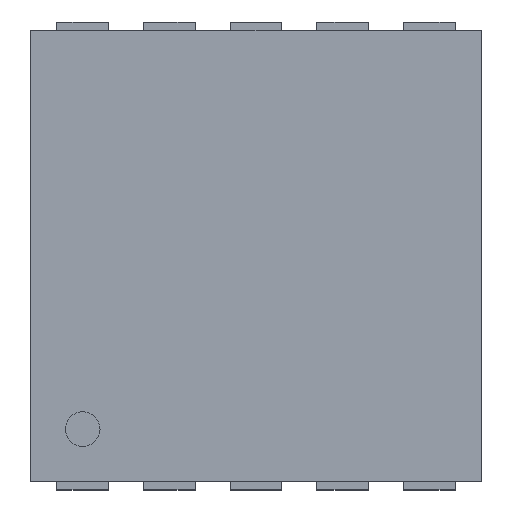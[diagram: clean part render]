
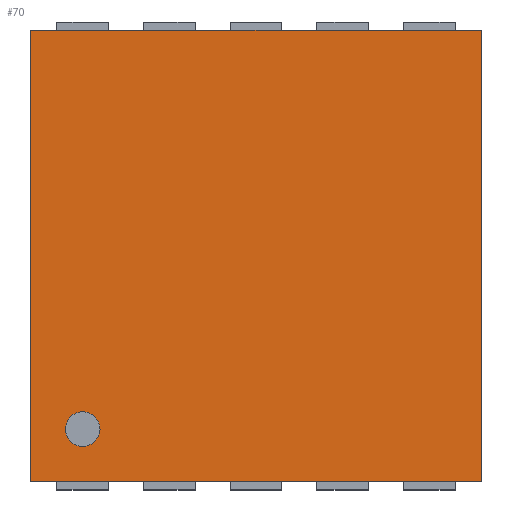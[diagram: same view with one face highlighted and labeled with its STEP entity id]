
A CAD part, top view. The second image highlights one B-rep face of the part: STEP entity #70.
In plain terms, the highlighted planar face has unit normal (0, 0, 1).
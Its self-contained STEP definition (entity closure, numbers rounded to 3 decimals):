
#33 = VERTEX_POINT('',#34);
#34 = CARTESIAN_POINT('',(-1.,-0.9,0.861));
#52 = VERTEX_POINT('',#53);
#53 = CARTESIAN_POINT('',(-1.,-1.1,0.861));
#59 = EDGE_CURVE('',#33,#52,#60,.T.);
#60 = CIRCLE('',#61,0.1);
#61 = AXIS2_PLACEMENT_3D('',#62,#63,#64);
#62 = CARTESIAN_POINT('',(-1.,-1.,0.861));
#63 = DIRECTION('',(0.,0.,1.));
#64 = DIRECTION('',(0.,1.,0.));
#70 = ADVANCED_FACE('',(#71,#81),#115,.F.);
#71 = FACE_BOUND('',#72,.T.);
#72 = EDGE_LOOP('',(#73,#74));
#73 = ORIENTED_EDGE('',*,*,#59,.F.);
#74 = ORIENTED_EDGE('',*,*,#75,.F.);
#75 = EDGE_CURVE('',#52,#33,#76,.T.);
#76 = CIRCLE('',#77,0.1);
#77 = AXIS2_PLACEMENT_3D('',#78,#79,#80);
#78 = CARTESIAN_POINT('',(-1.,-1.,0.861));
#79 = DIRECTION('',(0.,0.,1.));
#80 = DIRECTION('',(0.,1.,0.));
#81 = FACE_BOUND('',#82,.T.);
#82 = EDGE_LOOP('',(#83,#93,#101,#109));
#83 = ORIENTED_EDGE('',*,*,#84,.F.);
#84 = EDGE_CURVE('',#85,#87,#89,.T.);
#85 = VERTEX_POINT('',#86);
#86 = CARTESIAN_POINT('',(1.3,1.3,0.861));
#87 = VERTEX_POINT('',#88);
#88 = CARTESIAN_POINT('',(1.3,-1.3,0.861));
#89 = LINE('',#90,#91);
#90 = CARTESIAN_POINT('',(1.3,0.,0.861));
#91 = VECTOR('',#92,1.);
#92 = DIRECTION('',(0.,-1.,0.));
#93 = ORIENTED_EDGE('',*,*,#94,.F.);
#94 = EDGE_CURVE('',#95,#85,#97,.T.);
#95 = VERTEX_POINT('',#96);
#96 = CARTESIAN_POINT('',(-1.3,1.3,0.861));
#97 = LINE('',#98,#99);
#98 = CARTESIAN_POINT('',(0.,1.3,0.861));
#99 = VECTOR('',#100,1.);
#100 = DIRECTION('',(1.,0.,0.));
#101 = ORIENTED_EDGE('',*,*,#102,.F.);
#102 = EDGE_CURVE('',#103,#95,#105,.T.);
#103 = VERTEX_POINT('',#104);
#104 = CARTESIAN_POINT('',(-1.3,-1.3,0.861));
#105 = LINE('',#106,#107);
#106 = CARTESIAN_POINT('',(-1.3,0.,0.861));
#107 = VECTOR('',#108,1.);
#108 = DIRECTION('',(0.,1.,0.));
#109 = ORIENTED_EDGE('',*,*,#110,.F.);
#110 = EDGE_CURVE('',#87,#103,#111,.T.);
#111 = LINE('',#112,#113);
#112 = CARTESIAN_POINT('',(0.,-1.3,0.861));
#113 = VECTOR('',#114,1.);
#114 = DIRECTION('',(-1.,0.,0.));
#115 = PLANE('',#116);
#116 = AXIS2_PLACEMENT_3D('',#117,#118,#119);
#117 = CARTESIAN_POINT('',(0.,0.,
    0.861));
#118 = DIRECTION('',(0.,0.,-1.));
#119 = DIRECTION('',(0.,1.,0.));
